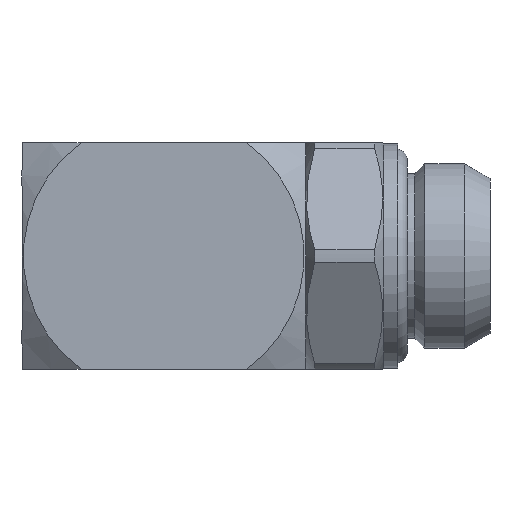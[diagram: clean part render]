
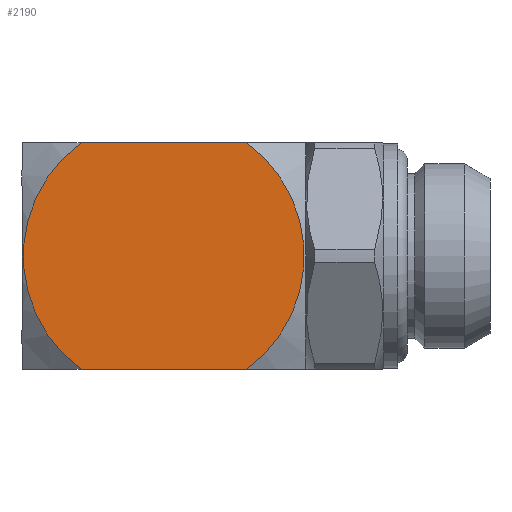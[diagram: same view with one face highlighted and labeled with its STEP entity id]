
A CAD part, left-side view. The second image highlights one B-rep face of the part: STEP entity #2190.
In plain terms, the highlighted planar face has unit normal (-1, 0, 0).
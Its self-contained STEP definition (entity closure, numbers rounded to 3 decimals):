
#2089 = EDGE_CURVE ( 'NONE', #2160, #2198, #4384, .T. ) ;
#2155 = EDGE_CURVE ( 'NONE', #2216, #2199, #4655, .T. ) ;
#2160 = VERTEX_POINT ( 'NONE', #4643 ) ;
#2183 = ORIENTED_EDGE ( 'NONE', *, *, #2089, .F. ) ;
#2184 = ORIENTED_EDGE ( 'NONE', *, *, #2218, .F. ) ;
#2190 = ADVANCED_FACE ( 'NONE', ( #4697 ), #4695, .F. ) ;
#2191 = EDGE_LOOP ( 'NONE', ( #2278, #2279, #2183, #2184 ) ) ;
#2197 = EDGE_CURVE ( 'NONE', #2198, #2199, #4677, .T. ) ;
#2198 = VERTEX_POINT ( 'NONE', #4672 ) ;
#2199 = VERTEX_POINT ( 'NONE', #4671 ) ;
#2216 = VERTEX_POINT ( 'NONE', #4711 ) ;
#2218 = EDGE_CURVE ( 'NONE', #2216, #2160, #4755, .T. ) ;
#2278 = ORIENTED_EDGE ( 'NONE', *, *, #2155, .T. ) ;
#2279 = ORIENTED_EDGE ( 'NONE', *, *, #2197, .F. ) ;
#4381 = DIRECTION ( 'NONE',  ( 0., -1., 0. ) ) ;
#4382 = VECTOR ( 'NONE', #4381, 1000. ) ;
#4383 = CARTESIAN_POINT ( 'NONE',  ( -8., 13., 8. ) ) ;
#4384 = LINE ( 'NONE', #4383, #4382 ) ;
#4643 = CARTESIAN_POINT ( 'NONE',  ( -8., 28.832, 8. ) ) ;
#4652 = DIRECTION ( 'NONE',  ( 0., -1., 0. ) ) ;
#4653 = VECTOR ( 'NONE', #4652, 1000. ) ;
#4654 = CARTESIAN_POINT ( 'NONE',  ( -8., 13., -8. ) ) ;
#4655 = LINE ( 'NONE', #4654, #4653 ) ;
#4671 = CARTESIAN_POINT ( 'NONE',  ( -8., 17.168, -8. ) ) ;
#4672 = CARTESIAN_POINT ( 'NONE',  ( -8., 17.168, 8. ) ) ;
#4673 = DIRECTION ( 'NONE',  ( 0., 0., -1. ) ) ;
#4674 = DIRECTION ( 'NONE',  ( 1., 0., 0. ) ) ;
#4675 = CARTESIAN_POINT ( 'NONE',  ( -8., 23., 0. ) ) ;
#4676 = AXIS2_PLACEMENT_3D ( 'NONE', #4675, #4674, #4673 ) ;
#4677 = CIRCLE ( 'NONE', #4676, 9.9 ) ;
#4691 = DIRECTION ( 'NONE',  ( 0., 0., -1. ) ) ;
#4692 = DIRECTION ( 'NONE',  ( 1., 0., 0. ) ) ;
#4693 = CARTESIAN_POINT ( 'NONE',  ( -8., 13., 8. ) ) ;
#4694 = AXIS2_PLACEMENT_3D ( 'NONE', #4693, #4692, #4691 ) ;
#4695 = PLANE ( 'NONE',  #4694 ) ;
#4697 = FACE_OUTER_BOUND ( 'NONE', #2191, .T. ) ;
#4711 = CARTESIAN_POINT ( 'NONE',  ( -8., 28.832, -8. ) ) ;
#4744 = DIRECTION ( 'NONE',  ( 0., 0., -1. ) ) ;
#4745 = DIRECTION ( 'NONE',  ( 1., 0., 0. ) ) ;
#4746 = CARTESIAN_POINT ( 'NONE',  ( -8., 23., 0. ) ) ;
#4747 = AXIS2_PLACEMENT_3D ( 'NONE', #4746, #4745, #4744 ) ;
#4755 = CIRCLE ( 'NONE', #4747, 9.9 ) ;
